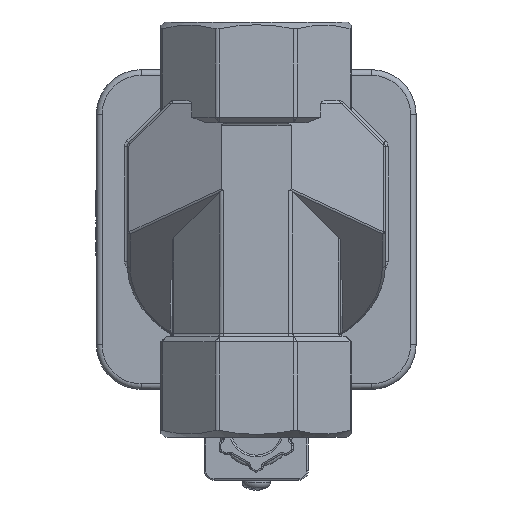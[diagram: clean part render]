
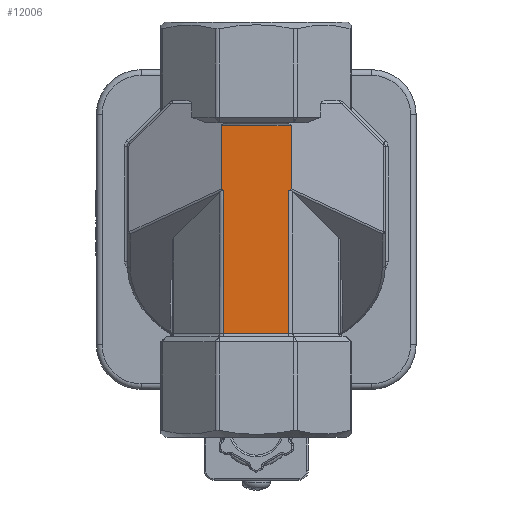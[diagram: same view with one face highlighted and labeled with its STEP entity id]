
A CAD part, front view. The second image highlights one B-rep face of the part: STEP entity #12006.
In plain terms, the highlighted planar face has unit normal (0, -1, 0).
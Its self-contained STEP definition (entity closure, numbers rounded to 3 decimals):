
#161=ELLIPSE('',#12999,1.284,0.5);
#167=ELLIPSE('',#13015,1.284,0.5);
#786=PLANE('',#13032);
#1231=FACE_OUTER_BOUND('',#1976,.T.);
#1976=EDGE_LOOP('',(#8960,#8961,#8962,#8963,#8964,#8965,#8966,#8967));
#2881=LINE('',#20010,#3754);
#2885=LINE('',#20020,#3758);
#2886=LINE('',#20021,#3759);
#2887=LINE('',#20023,#3760);
#2888=LINE('',#20025,#3761);
#2889=LINE('',#20026,#3762);
#3754=VECTOR('',#15184,10.);
#3758=VECTOR('',#15192,10.);
#3759=VECTOR('',#15193,10.);
#3760=VECTOR('',#15194,10.);
#3761=VECTOR('',#15195,10.);
#3762=VECTOR('',#15196,10.);
#5178=VERTEX_POINT('',#19777);
#5179=VERTEX_POINT('',#19779);
#5196=VERTEX_POINT('',#19872);
#5197=VERTEX_POINT('',#19873);
#5210=VERTEX_POINT('',#20009);
#5214=VERTEX_POINT('',#20019);
#5215=VERTEX_POINT('',#20022);
#5216=VERTEX_POINT('',#20024);
#6499=EDGE_CURVE('',#5178,#5179,#161,.T.);
#6526=EDGE_CURVE('',#5196,#5197,#167,.T.);
#6548=EDGE_CURVE('',#5197,#5210,#2881,.T.);
#6553=EDGE_CURVE('',#5178,#5214,#2885,.T.);
#6554=EDGE_CURVE('',#5210,#5214,#2886,.T.);
#6555=EDGE_CURVE('',#5196,#5215,#2887,.T.);
#6556=EDGE_CURVE('',#5216,#5215,#2888,.T.);
#6557=EDGE_CURVE('',#5216,#5179,#2889,.T.);
#8960=ORIENTED_EDGE('',*,*,#6499,.F.);
#8961=ORIENTED_EDGE('',*,*,#6553,.T.);
#8962=ORIENTED_EDGE('',*,*,#6554,.F.);
#8963=ORIENTED_EDGE('',*,*,#6548,.F.);
#8964=ORIENTED_EDGE('',*,*,#6526,.F.);
#8965=ORIENTED_EDGE('',*,*,#6555,.T.);
#8966=ORIENTED_EDGE('',*,*,#6556,.F.);
#8967=ORIENTED_EDGE('',*,*,#6557,.T.);
#12006=ADVANCED_FACE('',(#1231),#786,.T.);
#12999=AXIS2_PLACEMENT_3D('',#19780,#15100,#15101);
#13015=AXIS2_PLACEMENT_3D('',#19874,#15145,#15146);
#13032=AXIS2_PLACEMENT_3D('',#20018,#15190,#15191);
#15100=DIRECTION('center_axis',(0.,1.,0.));
#15101=DIRECTION('ref_axis',(0.906,0.,-0.423));
#15145=DIRECTION('center_axis',(0.,1.,0.));
#15146=DIRECTION('ref_axis',(-0.906,0.,-0.423));
#15184=DIRECTION('',(0.,0.,1.));
#15190=DIRECTION('center_axis',(0.,-1.,0.));
#15191=DIRECTION('ref_axis',(1.,0.,0.));
#15192=DIRECTION('',(0.,0.,1.));
#15193=DIRECTION('',(1.,0.,0.));
#15194=DIRECTION('',(0.,0.,-1.));
#15195=DIRECTION('',(-1.,0.,0.));
#15196=DIRECTION('',(0.,0.,1.));
#19777=CARTESIAN_POINT('',(6.213,-15.,7.267));
#19779=CARTESIAN_POINT('',(5.799,-15.,7.013));
#19780=CARTESIAN_POINT('Origin',(5.03,-15.,7.72));
#19872=CARTESIAN_POINT('',(-5.799,-15.,7.013));
#19873=CARTESIAN_POINT('',(-6.213,-15.,7.267));
#19874=CARTESIAN_POINT('Origin',(-5.03,-15.,7.72));
#20009=CARTESIAN_POINT('',(-6.213,-15.,18.5));
#20010=CARTESIAN_POINT('',(-6.213,-15.,-35.));
#20018=CARTESIAN_POINT('Origin',(-6.213,-15.,0.));
#20019=CARTESIAN_POINT('',(6.213,-15.,18.5));
#20020=CARTESIAN_POINT('',(6.213,-15.,-35.));
#20021=CARTESIAN_POINT('',(-3.107,-15.,18.5));
#20022=CARTESIAN_POINT('',(-5.799,-15.,-18.5));
#20023=CARTESIAN_POINT('',(-5.799,-15.,0.));
#20024=CARTESIAN_POINT('',(5.799,-15.,-18.5));
#20025=CARTESIAN_POINT('',(-3.107,-15.,-18.5));
#20026=CARTESIAN_POINT('',(5.799,-15.,0.));
